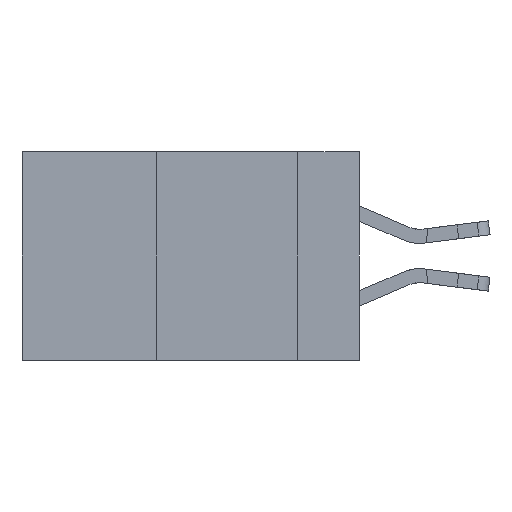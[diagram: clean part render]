
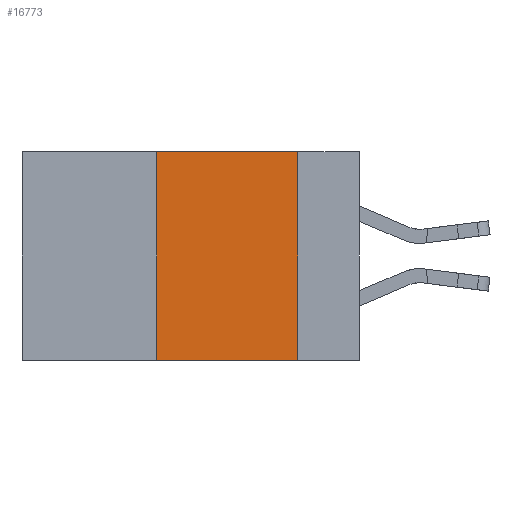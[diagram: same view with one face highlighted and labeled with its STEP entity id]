
A CAD part, left-side view. The second image highlights one B-rep face of the part: STEP entity #16773.
In plain terms, the highlighted planar face has unit normal (-1, 0, 0).
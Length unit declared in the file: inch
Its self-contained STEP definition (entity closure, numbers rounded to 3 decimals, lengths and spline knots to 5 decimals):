
#474 = LINE ( 'NONE', #15765, #12672 ) ;
#973 = VECTOR ( 'NONE', #23212, 39.37008 ) ;
#2021 = VECTOR ( 'NONE', #15382, 39.37008 ) ;
#2962 = DIRECTION ( 'NONE',  ( 0., 0., -1. ) ) ;
#3194 = CARTESIAN_POINT ( 'NONE',  ( 0., 0.6, 0. ) ) ;
#3447 = PLANE ( 'NONE',  #21528 ) ;
#3621 = VERTEX_POINT ( 'NONE', #22953 ) ;
#4112 = LINE ( 'NONE', #9759, #2021 ) ;
#4127 = DIRECTION ( 'NONE',  ( 0., -1., 0. ) ) ;
#5660 = CARTESIAN_POINT ( 'NONE',  ( 0., 0.36, 0. ) ) ;
#6723 = EDGE_CURVE ( 'NONE', #24734, #8429, #4112, .T. ) ;
#8168 = VERTEX_POINT ( 'NONE', #20145 ) ;
#8429 = VERTEX_POINT ( 'NONE', #19108 ) ;
#9759 = CARTESIAN_POINT ( 'NONE',  ( 0., 0.11, 0. ) ) ;
#9912 = LINE ( 'NONE', #5660, #21746 ) ;
#11258 = EDGE_CURVE ( 'NONE', #8168, #24734, #19070, .T. ) ;
#11427 = CARTESIAN_POINT ( 'NONE',  ( 0., 0.11, 0. ) ) ;
#11776 = EDGE_CURVE ( 'NONE', #3621, #8168, #9912, .T. ) ;
#12672 = VECTOR ( 'NONE', #4127, 39.37008 ) ;
#13284 = DIRECTION ( 'NONE',  ( 0., 0., 1. ) ) ;
#15382 = DIRECTION ( 'NONE',  ( 0., 0., -1. ) ) ;
#15765 = CARTESIAN_POINT ( 'NONE',  ( 0., 0.6, -0.37 ) ) ;
#15985 = EDGE_CURVE ( 'NONE', #3621, #8429, #474, .T. ) ;
#16340 = FACE_OUTER_BOUND ( 'NONE', #16505, .T. ) ;
#16505 = EDGE_LOOP ( 'NONE', ( #17814, #24027, #20643, #23729 ) ) ;
#16710 = DIRECTION ( 'NONE',  ( 1., 0., 0. ) ) ;
#16773 = ADVANCED_FACE ( 'NONE', ( #16340 ), #3447, .F. ) ;
#17318 = CARTESIAN_POINT ( 'NONE',  ( 0., 0.6, 0. ) ) ;
#17814 = ORIENTED_EDGE ( 'NONE', *, *, #6723, .F. ) ;
#19070 = LINE ( 'NONE', #17318, #973 ) ;
#19108 = CARTESIAN_POINT ( 'NONE',  ( 0., 0.11, -0.37 ) ) ;
#20145 = CARTESIAN_POINT ( 'NONE',  ( 0., 0.36, 0. ) ) ;
#20643 = ORIENTED_EDGE ( 'NONE', *, *, #11776, .F. ) ;
#21528 = AXIS2_PLACEMENT_3D ( 'NONE', #3194, #16710, #2962 ) ;
#21746 = VECTOR ( 'NONE', #13284, 39.37008 ) ;
#22953 = CARTESIAN_POINT ( 'NONE',  ( 0., 0.36, -0.37 ) ) ;
#23212 = DIRECTION ( 'NONE',  ( 0., -1., 0. ) ) ;
#23729 = ORIENTED_EDGE ( 'NONE', *, *, #15985, .T. ) ;
#24027 = ORIENTED_EDGE ( 'NONE', *, *, #11258, .F. ) ;
#24734 = VERTEX_POINT ( 'NONE', #11427 ) ;
